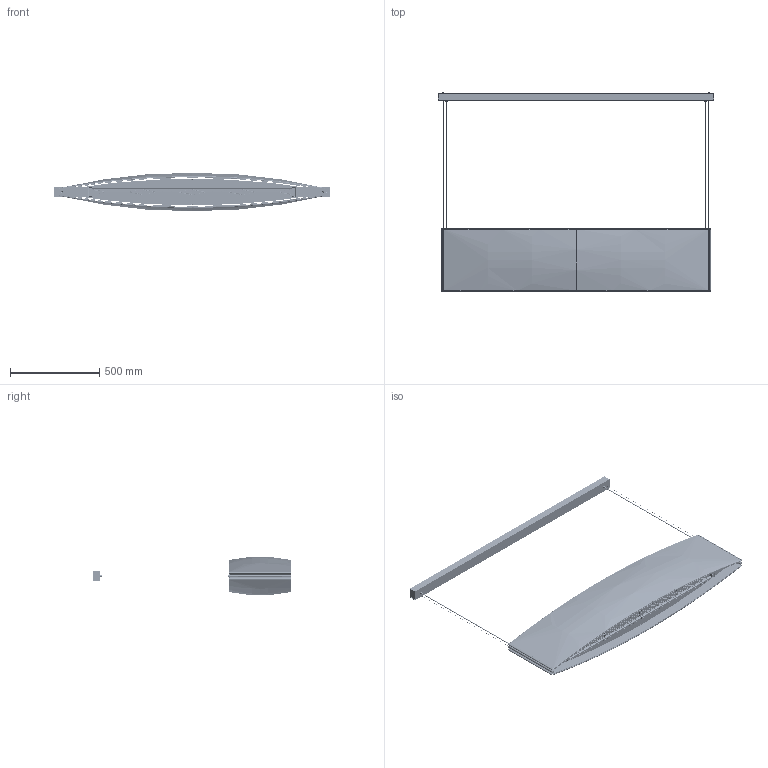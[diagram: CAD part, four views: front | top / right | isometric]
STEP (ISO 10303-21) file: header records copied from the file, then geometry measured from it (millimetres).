
FILE_DESCRIPTION (( 'STEP AP203' ), '1' );
FILE_NAME ('NOREN S-151 DOWN-UP 116312xxyyy.STEP', '2022-12-09T12:51:28', ( '' ), ( '' ), 'SwSTEP 2.0', 'SolidWorks 2019', '' );
FILE_SCHEMA (( 'CONFIG_CONTROL_DESIGN' ));
Length unit declared in the file: millimetre
Products named in the file (39): 000-116-101; 000-913-030; 000-SUB116-25; 000-116-104; 000-116-220; 000-116-164; 000-D913-44 NY; 000-918-106; 000-116-SUB TAPA FINAL DRIVERS; 000-116-138; 000-920-003; 000-SUB116-105CH; 000-moss10091852; Pieza15; 000-D965-410N; 000-116-167; 000-116-314; 000-116-203; 000-116 SUB HONEY COMB 4E; 000-116-204; 000-SUB116-11; NOREN S-151 DOWN-UP 116312xxyyy; 000-SUB116-18; 000-116-219; 000-116-162; 000-D7985-36  A2; 000-116-153; 000-116-222; 000-918-140; 000-909-101; 000-116-109; 000-116-312; 000-116-304; 000-116-SUB TAPA FINAL DRIVERS_2; 000-116-316; 000-116-159; 000-116-223; 000-SUB116-114CH; 000-920-007
Assembly tree (66 placements, depth 4):
  NOREN S-151 DOWN-UP 116312xxyyy
    000-SUB116-25
      000-913-030
      000-116-203  x2
      000-116-204  x2
      000-116-222
      000-116-219
      000-116-220  x2
      000-920-007  x2
      000-116-223
      000-moss10091852
      000-116-312  x2
    000-SUB116-105CH
      000-116-159
      000-116-SUB TAPA FINAL DRIVERS
        000-116-164
        000-116-162
        000-D965-410N
      000-116-SUB TAPA FINAL DRIVERS_2
        000-116-164
        000-116-162
        000-D965-410N
      000-116-167
      000-D7985-36  A2  x2
      000-116-153
      000-920-003  x2
      000-116-219
      000-D913-44 NY
      000-909-101
    000-SUB116-114CH
      000-116-104
      000-SUB116-18
        000-918-106  x4
      000-116-109  x2
      000-913-030
      000-116 SUB HONEY COMB 4E
        000-116-304  x4
    000-116-314  x4
    000-116-316  x2
    000-SUB116-11
      000-116-101
      000-116-109  x2
      000-918-140
      000-116-138
      000-913-030
    000-116-219
    Pieza15  x2
Bounding box: 1540 x 1110.31 x 213.74 mm (x, y, z)
Volume: 19106711.6 mm3; surface area: 6780637.1 mm2
Topology: 53 solids, 100 shells, 10499 faces, 27992 edges, 17671 vertices
Faces by surface type: plane 4536, cylinder 3091, bspline 2628, cone 232, torus 12
Entity records: 289266 total; most frequent: CARTESIAN_POINT 183823, ORIENTED_EDGE 23336, DIRECTION 17449, EDGE_CURVE 11671, VERTEX_POINT 7459, LINE 6645, VECTOR 6645, AXIS2_PLACEMENT_3D 5402
